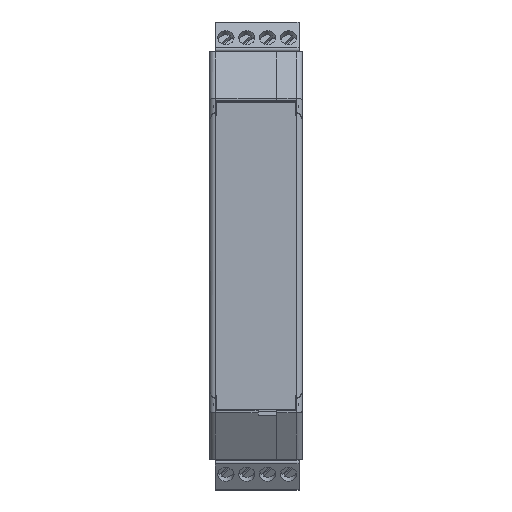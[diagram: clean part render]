
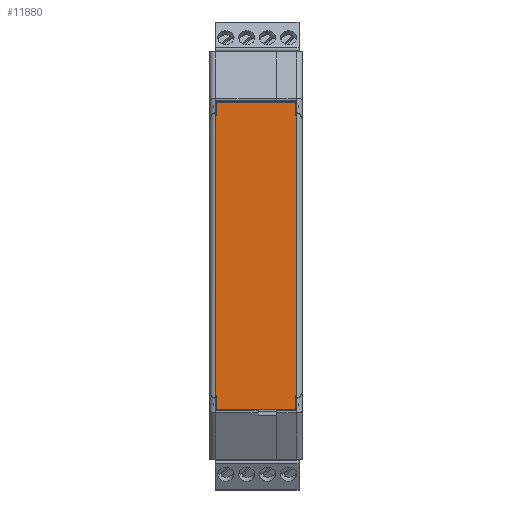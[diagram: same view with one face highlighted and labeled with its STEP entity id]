
A CAD part, top view. The second image highlights one B-rep face of the part: STEP entity #11880.
In plain terms, the highlighted planar face has unit normal (0, 0, 1).
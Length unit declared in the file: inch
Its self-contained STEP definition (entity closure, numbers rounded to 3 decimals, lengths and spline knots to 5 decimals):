
#230 = ORIENTED_EDGE ( 'NONE', *, *, #20752, .F. ) ;
#233 = VERTEX_POINT ( 'NONE', #41279 ) ;
#284 = VERTEX_POINT ( 'NONE', #6312 ) ;
#695 = DIRECTION ( 'NONE',  ( 0., 1., 0. ) ) ;
#2740 = CARTESIAN_POINT ( 'NONE',  ( -0.83071, -0.4908, 4.04134 ) ) ;
#3539 = LINE ( 'NONE', #37449, #26173 ) ;
#3613 = VECTOR ( 'NONE', #6515, 39.37008 ) ;
#4515 = CARTESIAN_POINT ( 'NONE',  ( -0.06496, 2.23361, 4.04134 ) ) ;
#4947 = CARTESIAN_POINT ( 'NONE',  ( -0.11922, 2.23361, 4.04134 ) ) ;
#5028 = ORIENTED_EDGE ( 'NONE', *, *, #35708, .T. ) ;
#5225 = CARTESIAN_POINT ( 'NONE',  ( -0.05906, 2.33597, 4.04134 ) ) ;
#5457 = LINE ( 'NONE', #25663, #26091 ) ;
#6122 = VECTOR ( 'NONE', #28602, 39.37008 ) ;
#6221 = LINE ( 'NONE', #41236, #36374 ) ;
#6312 = CARTESIAN_POINT ( 'NONE',  ( -0.8248, 2.33597, 4.04134 ) ) ;
#6415 = EDGE_CURVE ( 'NONE', #34522, #9197, #24842, .T. ) ;
#6463 = ORIENTED_EDGE ( 'NONE', *, *, #20384, .F. ) ;
#6474 = DIRECTION ( 'NONE',  ( -1., 0., 0. ) ) ;
#6515 = DIRECTION ( 'NONE',  ( 0., -1., 0. ) ) ;
#7348 = LINE ( 'NONE', #15475, #15878 ) ;
#8226 = DIRECTION ( 'NONE',  ( -1., 0., 0. ) ) ;
#8402 = CARTESIAN_POINT ( 'NONE',  ( -0.06496, -0.51304, 4.04134 ) ) ;
#8914 = CARTESIAN_POINT ( 'NONE',  ( -0.11922, -0.4908, 4.04134 ) ) ;
#9197 = VERTEX_POINT ( 'NONE', #20120 ) ;
#10274 = EDGE_LOOP ( 'NONE', ( #38608, #19075, #5028, #6463, #39991, #35901, #24742, #29495, #22823, #230, #30958, #13246 ) ) ;
#11724 = VECTOR ( 'NONE', #32056, 39.37008 ) ;
#11880 = ADVANCED_FACE ( 'NONE', ( #22317 ), #36964, .T. ) ;
#11904 = VECTOR ( 'NONE', #30286, 39.37008 ) ;
#12889 = VERTEX_POINT ( 'NONE', #35962 ) ;
#13246 = ORIENTED_EDGE ( 'NONE', *, *, #35266, .F. ) ;
#14051 = VERTEX_POINT ( 'NONE', #24213 ) ;
#14510 = DIRECTION ( 'NONE',  ( 0., 1., 0. ) ) ;
#14975 = AXIS2_PLACEMENT_3D ( 'NONE', #17830, #23916, #30658 ) ;
#15475 = CARTESIAN_POINT ( 'NONE',  ( -0.11922, 2.23361, 4.04134 ) ) ;
#15658 = DIRECTION ( 'NONE',  ( 1., 0., 0. ) ) ;
#15878 = VECTOR ( 'NONE', #6474, 39.37008 ) ;
#16105 = DIRECTION ( 'NONE',  ( 0., -1., 0. ) ) ;
#16443 = CARTESIAN_POINT ( 'NONE',  ( -0.8248, 2.15631, 4.04134 ) ) ;
#16613 = VERTEX_POINT ( 'NONE', #4515 ) ;
#16784 = LINE ( 'NONE', #38200, #11724 ) ;
#16980 = VECTOR ( 'NONE', #24693, 39.37008 ) ;
#17216 = VERTEX_POINT ( 'NONE', #37557 ) ;
#17702 = VECTOR ( 'NONE', #14510, 39.37008 ) ;
#17813 = CARTESIAN_POINT ( 'NONE',  ( -0.06496, -0.4908, 4.04134 ) ) ;
#17830 = CARTESIAN_POINT ( 'NONE',  ( -0.11922, 2.33597, 4.04134 ) ) ;
#18252 = VERTEX_POINT ( 'NONE', #27509 ) ;
#19075 = ORIENTED_EDGE ( 'NONE', *, *, #32681, .T. ) ;
#20120 = CARTESIAN_POINT ( 'NONE',  ( -0.05906, -0.4908, 4.04134 ) ) ;
#20384 = EDGE_CURVE ( 'NONE', #17216, #233, #16784, .T. ) ;
#20752 = EDGE_CURVE ( 'NONE', #31228, #16613, #6221, .T. ) ;
#21933 = LINE ( 'NONE', #4947, #11904 ) ;
#22317 = FACE_OUTER_BOUND ( 'NONE', #10274, .T. ) ;
#22823 = ORIENTED_EDGE ( 'NONE', *, *, #36563, .T. ) ;
#23294 = CARTESIAN_POINT ( 'NONE',  ( -0.06496, 2.33597, 4.04134 ) ) ;
#23916 = DIRECTION ( 'NONE',  ( 0., 0., 1. ) ) ;
#24213 = CARTESIAN_POINT ( 'NONE',  ( -0.8248, 2.23361, 4.04134 ) ) ;
#24693 = DIRECTION ( 'NONE',  ( 0., -1., 0. ) ) ;
#24742 = ORIENTED_EDGE ( 'NONE', *, *, #6415, .T. ) ;
#24842 = LINE ( 'NONE', #8914, #38418 ) ;
#25125 = EDGE_CURVE ( 'NONE', #34522, #12889, #38098, .T. ) ;
#25187 = VERTEX_POINT ( 'NONE', #2740 ) ;
#25663 = CARTESIAN_POINT ( 'NONE',  ( -0.11922, -0.4908, 4.04134 ) ) ;
#25741 = LINE ( 'NONE', #5225, #17702 ) ;
#26091 = VECTOR ( 'NONE', #28636, 39.37008 ) ;
#26173 = VECTOR ( 'NONE', #8226, 39.37008 ) ;
#27006 = EDGE_CURVE ( 'NONE', #14051, #18252, #7348, .T. ) ;
#27404 = EDGE_CURVE ( 'NONE', #17216, #12889, #36358, .T. ) ;
#27509 = CARTESIAN_POINT ( 'NONE',  ( -0.83071, 2.23361, 4.04134 ) ) ;
#28602 = DIRECTION ( 'NONE',  ( 1., 0., 0. ) ) ;
#28636 = DIRECTION ( 'NONE',  ( 1., 0., 0. ) ) ;
#29173 = CARTESIAN_POINT ( 'NONE',  ( -0.83071, 2.33597, 4.04134 ) ) ;
#29495 = ORIENTED_EDGE ( 'NONE', *, *, #33803, .T. ) ;
#30286 = DIRECTION ( 'NONE',  ( -1., 0., 0. ) ) ;
#30658 = DIRECTION ( 'NONE',  ( 0., -1., 0. ) ) ;
#30958 = ORIENTED_EDGE ( 'NONE', *, *, #40680, .T. ) ;
#31228 = VERTEX_POINT ( 'NONE', #23294 ) ;
#32056 = DIRECTION ( 'NONE',  ( 0., 1., 0. ) ) ;
#32560 = CARTESIAN_POINT ( 'NONE',  ( -0.05906, 2.23361, 4.04134 ) ) ;
#32681 = EDGE_CURVE ( 'NONE', #18252, #25187, #40312, .T. ) ;
#32683 = VECTOR ( 'NONE', #695, 39.37008 ) ;
#33803 = EDGE_CURVE ( 'NONE', #9197, #39167, #25741, .T. ) ;
#34522 = VERTEX_POINT ( 'NONE', #17813 ) ;
#35266 = EDGE_CURVE ( 'NONE', #14051, #284, #35651, .T. ) ;
#35651 = LINE ( 'NONE', #16443, #32683 ) ;
#35708 = EDGE_CURVE ( 'NONE', #25187, #233, #5457, .T. ) ;
#35901 = ORIENTED_EDGE ( 'NONE', *, *, #25125, .F. ) ;
#35962 = CARTESIAN_POINT ( 'NONE',  ( -0.06496, -0.60497, 4.04134 ) ) ;
#36358 = LINE ( 'NONE', #41344, #6122 ) ;
#36374 = VECTOR ( 'NONE', #16105, 39.37008 ) ;
#36563 = EDGE_CURVE ( 'NONE', #39167, #16613, #21933, .T. ) ;
#36964 = PLANE ( 'NONE',  #14975 ) ;
#37449 = CARTESIAN_POINT ( 'NONE',  ( -0.11922, 2.33597, 4.04134 ) ) ;
#37557 = CARTESIAN_POINT ( 'NONE',  ( -0.8248, -0.60497, 4.04134 ) ) ;
#38098 = LINE ( 'NONE', #8402, #16980 ) ;
#38200 = CARTESIAN_POINT ( 'NONE',  ( -0.8248, -0.54442, 4.04134 ) ) ;
#38418 = VECTOR ( 'NONE', #15658, 39.37008 ) ;
#38608 = ORIENTED_EDGE ( 'NONE', *, *, #27006, .T. ) ;
#39167 = VERTEX_POINT ( 'NONE', #32560 ) ;
#39991 = ORIENTED_EDGE ( 'NONE', *, *, #27404, .T. ) ;
#40312 = LINE ( 'NONE', #29173, #3613 ) ;
#40680 = EDGE_CURVE ( 'NONE', #31228, #284, #3539, .T. ) ;
#41236 = CARTESIAN_POINT ( 'NONE',  ( -0.06496, 2.07219, 4.04134 ) ) ;
#41279 = CARTESIAN_POINT ( 'NONE',  ( -0.8248, -0.4908, 4.04134 ) ) ;
#41344 = CARTESIAN_POINT ( 'NONE',  ( -0.02913, -0.60497, 4.04134 ) ) ;
